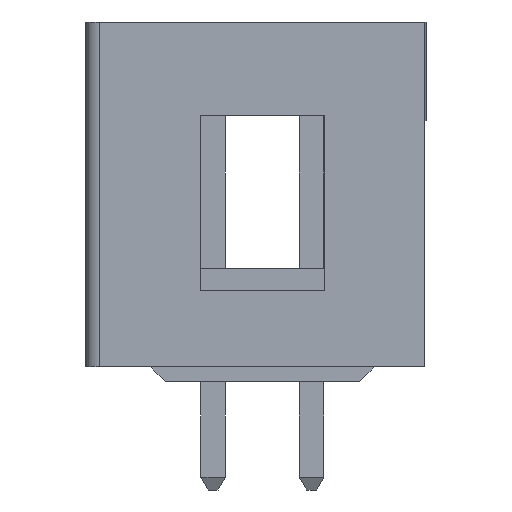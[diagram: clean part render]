
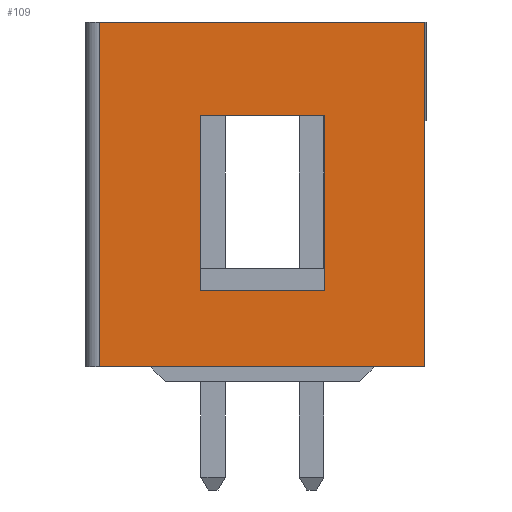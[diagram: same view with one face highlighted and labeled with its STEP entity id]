
A CAD part, left-side view. The second image highlights one B-rep face of the part: STEP entity #109.
In plain terms, the highlighted planar face has unit normal (-1, 0, 0).
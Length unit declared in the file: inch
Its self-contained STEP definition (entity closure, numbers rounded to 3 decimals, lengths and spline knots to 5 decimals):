
#37=FACE_BOUND('',#1641,.T.);
#38=FACE_BOUND('',#1642,.T.);
#109=ADVANCED_FACE('',(#37,#38),#622,.T.);
#622=PLANE('',#8757);
#1641=EDGE_LOOP('',(#2253,#2254,#2255,#2256));
#1642=EDGE_LOOP('',(#2257,#2258,#2259,#2260));
#2253=ORIENTED_EDGE('',*,*,#5294,.F.);
#2254=ORIENTED_EDGE('',*,*,#5295,.T.);
#2255=ORIENTED_EDGE('',*,*,#5296,.T.);
#2256=ORIENTED_EDGE('',*,*,#5297,.F.);
#2257=ORIENTED_EDGE('',*,*,#5268,.T.);
#2258=ORIENTED_EDGE('',*,*,#5282,.T.);
#2259=ORIENTED_EDGE('',*,*,#5298,.F.);
#2260=ORIENTED_EDGE('',*,*,#5299,.T.);
#4558=VERTEX_POINT('',#11506);
#4559=VERTEX_POINT('',#11508);
#4570=VERTEX_POINT('',#11534);
#4577=VERTEX_POINT('',#11555);
#4578=VERTEX_POINT('',#11556);
#4579=VERTEX_POINT('',#11558);
#4580=VERTEX_POINT('',#11560);
#4581=VERTEX_POINT('',#11563);
#5268=EDGE_CURVE('',#4559,#4558,#6437,.T.);
#5282=EDGE_CURVE('',#4558,#4570,#6449,.T.);
#5294=EDGE_CURVE('',#4577,#4578,#6460,.T.);
#5295=EDGE_CURVE('',#4577,#4579,#6461,.T.);
#5296=EDGE_CURVE('',#4579,#4580,#6462,.T.);
#5297=EDGE_CURVE('',#4578,#4580,#6463,.T.);
#5298=EDGE_CURVE('',#4581,#4570,#6464,.T.);
#5299=EDGE_CURVE('',#4581,#4559,#6465,.T.);
#6437=LINE('',#11507,#7600);
#6449=LINE('',#11535,#7612);
#6460=LINE('',#11554,#7623);
#6461=LINE('',#11557,#7624);
#6462=LINE('',#11559,#7625);
#6463=LINE('',#11561,#7626);
#6464=LINE('',#11562,#7627);
#6465=LINE('',#11564,#7628);
#7600=VECTOR('',#9291,1.);
#7612=VECTOR('',#9311,1.);
#7623=VECTOR('',#9326,1.);
#7624=VECTOR('',#9327,1.);
#7625=VECTOR('',#9328,1.);
#7626=VECTOR('',#9329,1.);
#7627=VECTOR('',#9330,1.);
#7628=VECTOR('',#9331,1.);
#8757=AXIS2_PLACEMENT_3D('',#11565,#9332,#9333);
#9291=DIRECTION('',(0.,0.,1.));
#9311=DIRECTION('',(0.,1.,0.));
#9326=DIRECTION('',(0.,-1.,0.));
#9327=DIRECTION('',(0.,0.,1.));
#9328=DIRECTION('',(0.,-1.,0.));
#9329=DIRECTION('',(0.,0.,1.));
#9330=DIRECTION('',(0.,0.,1.));
#9331=DIRECTION('',(0.,-1.,0.));
#9332=DIRECTION('',(-1.,0.,0.));
#9333=DIRECTION('',(0.,0.,1.));
#11506=CARTESIAN_POINT('',(0.,0.,0.35));
#11507=CARTESIAN_POINT('',(0.,0.,0.));
#11508=CARTESIAN_POINT('',(0.,0.,0.));
#11534=CARTESIAN_POINT('',(0.,0.33,0.35));
#11535=CARTESIAN_POINT('',(0.,0.165,0.35));
#11554=CARTESIAN_POINT('',(0.,0.228,0.077));
#11555=CARTESIAN_POINT('',(0.,0.228,0.077));
#11556=CARTESIAN_POINT('',(0.,0.102,0.077));
#11557=CARTESIAN_POINT('',(0.,0.228,0.077));
#11558=CARTESIAN_POINT('',(0.,0.228,0.255));
#11559=CARTESIAN_POINT('',(0.,0.228,0.255));
#11560=CARTESIAN_POINT('',(0.,0.102,0.255));
#11561=CARTESIAN_POINT('',(0.,0.102,0.077));
#11562=CARTESIAN_POINT('',(0.,0.33,0.));
#11563=CARTESIAN_POINT('',(0.,0.33,0.));
#11564=CARTESIAN_POINT('',(0.,0.165,0.));
#11565=CARTESIAN_POINT('',(0.,0.165,0.));
